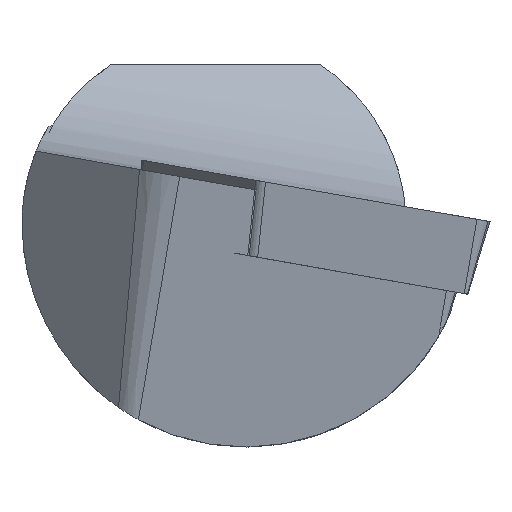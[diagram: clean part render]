
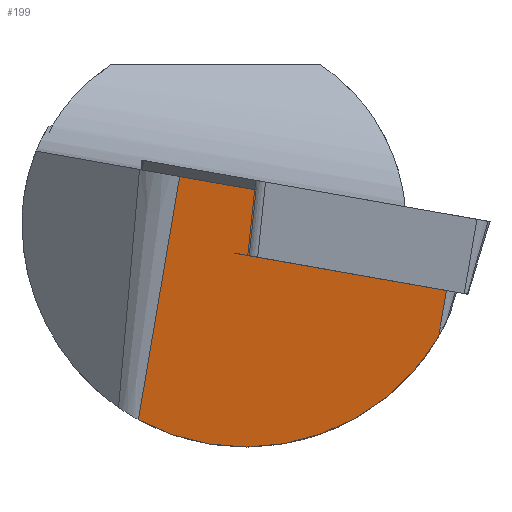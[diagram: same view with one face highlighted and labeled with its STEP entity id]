
A CAD part, left-side view. The second image highlights one B-rep face of the part: STEP entity #199.
In plain terms, the highlighted planar face has unit normal (-0.991, 0.071, -0.111).
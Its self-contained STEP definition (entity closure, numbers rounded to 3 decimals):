
#153=ELLIPSE('',#706,7.112,7.05);
#199=ADVANCED_FACE('',(#247),#219,.F.);
#219=PLANE('',#707);
#247=FACE_OUTER_BOUND('',#278,.T.);
#278=EDGE_LOOP('',(#401,#402,#403,#404,#405,#406));
#401=ORIENTED_EDGE('',*,*,#570,.T.);
#402=ORIENTED_EDGE('',*,*,#571,.T.);
#403=ORIENTED_EDGE('',*,*,#544,.F.);
#404=ORIENTED_EDGE('',*,*,#569,.F.);
#405=ORIENTED_EDGE('',*,*,#572,.T.);
#406=ORIENTED_EDGE('',*,*,#556,.T.);
#479=VERTEX_POINT('',#1009);
#480=VERTEX_POINT('',#1010);
#488=VERTEX_POINT('',#1037);
#489=VERTEX_POINT('',#1039);
#495=VERTEX_POINT('',#1121);
#496=VERTEX_POINT('',#1125);
#544=EDGE_CURVE('',#479,#480,#600,.T.);
#556=EDGE_CURVE('',#489,#488,#606,.T.);
#569=EDGE_CURVE('',#495,#479,#613,.T.);
#570=EDGE_CURVE('',#488,#496,#614,.T.);
#571=EDGE_CURVE('',#496,#480,#615,.T.);
#572=EDGE_CURVE('',#495,#489,#153,.T.);
#600=LINE('',#1008,#641);
#606=LINE('',#1038,#647);
#613=LINE('',#1122,#654);
#614=LINE('',#1124,#655);
#615=LINE('',#1126,#656);
#641=VECTOR('',#802,1.);
#647=VECTOR('',#820,1.);
#654=VECTOR('',#839,1.);
#655=VECTOR('',#842,1.);
#656=VECTOR('',#843,1.);
#706=AXIS2_PLACEMENT_3D('',#1127,#844,#845);
#707=AXIS2_PLACEMENT_3D('',#1128,#846,#847);
#802=DIRECTION('',(-0.052,-0.983,-0.173));
#820=DIRECTION('',(-0.122,-0.166,0.979));
#839=DIRECTION('',(-0.122,-0.166,0.979));
#842=DIRECTION('',(0.052,0.983,0.173));
#843=DIRECTION('',(-0.118,-0.104,0.988));
#844=DIRECTION('',(-0.991,0.072,-0.111));
#845=DIRECTION('',(-0.132,-0.537,0.833));
#846=DIRECTION('',(0.991,-0.072,0.111));
#847=DIRECTION('',(0.111,0.,-0.994));
#1008=CARTESIAN_POINT('',(1.03,8.084,2.708));
#1009=CARTESIAN_POINT('',(0.665,1.127,1.481));
#1010=CARTESIAN_POINT('',(0.539,-1.281,1.056));
#1037=CARTESIAN_POINT('',(0.461,-7.284,-2.114));
#1038=CARTESIAN_POINT('',(0.169,-7.683,0.232));
#1039=CARTESIAN_POINT('',(0.64,-7.04,-3.552));
#1121=CARTESIAN_POINT('',(1.619,2.429,-6.187));
#1122=CARTESIAN_POINT('',(0.628,1.077,1.777));
#1124=CARTESIAN_POINT('',(0.92,1.475,-0.57));
#1125=CARTESIAN_POINT('',(0.787,-1.063,-1.017));
#1126=CARTESIAN_POINT('',(0.485,-1.328,1.507));
#1127=CARTESIAN_POINT('',(0.681,-0.95,0.));
#1128=CARTESIAN_POINT('',(0.628,1.077,1.777));
